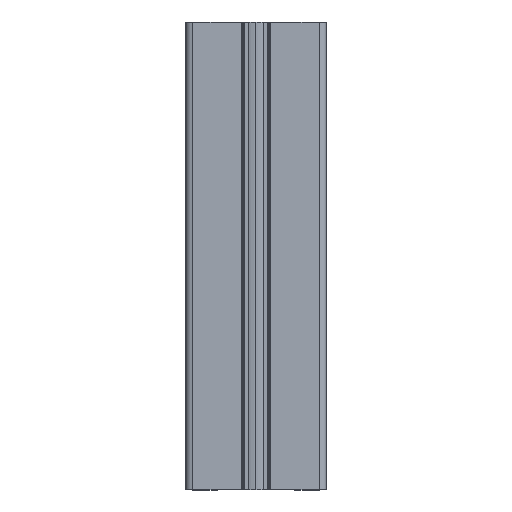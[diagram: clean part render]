
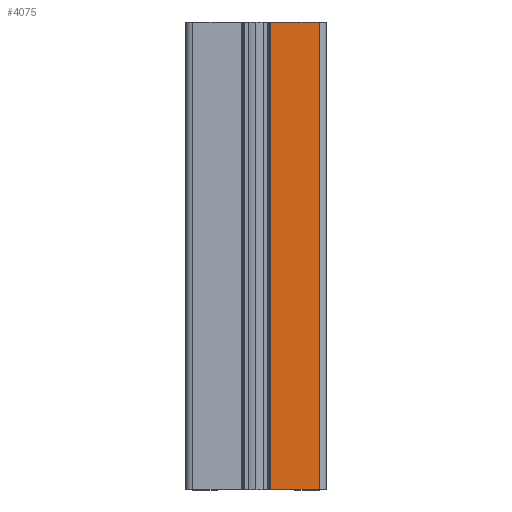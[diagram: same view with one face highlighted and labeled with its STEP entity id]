
A CAD part, top view. The second image highlights one B-rep face of the part: STEP entity #4075.
In plain terms, the highlighted planar face has unit normal (0, 0, 1).
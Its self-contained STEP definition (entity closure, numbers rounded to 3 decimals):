
#18 = EDGE_CURVE ( 'NONE', #217, #4924, #2983, .T. ) ;
#217 = VERTEX_POINT ( 'NONE', #6553 ) ;
#353 = EDGE_CURVE ( 'NONE', #5512, #217, #3977, .T. ) ;
#430 = VERTEX_POINT ( 'NONE', #2561 ) ;
#773 = CARTESIAN_POINT ( 'NONE',  ( 6.3, 200., 22.5 ) ) ;
#886 = PLANE ( 'NONE',  #6739 ) ;
#1080 = CARTESIAN_POINT ( 'NONE',  ( 27., 0., 22.5 ) ) ;
#1433 = FACE_OUTER_BOUND ( 'NONE', #6720, .T. ) ;
#1454 = CARTESIAN_POINT ( 'NONE',  ( 6.3, 0., 22.5 ) ) ;
#1622 = ORIENTED_EDGE ( 'NONE', *, *, #18, .T. ) ;
#1787 = CARTESIAN_POINT ( 'NONE',  ( 6.3, 200., 22.5 ) ) ;
#2008 = CARTESIAN_POINT ( 'NONE',  ( 27., 0., 22.5 ) ) ;
#2150 = VECTOR ( 'NONE', #7664, 1000. ) ;
#2561 = CARTESIAN_POINT ( 'NONE',  ( 27., 200., 22.5 ) ) ;
#2889 = LINE ( 'NONE', #1080, #5006 ) ;
#2983 = LINE ( 'NONE', #3395, #6599 ) ;
#3395 = CARTESIAN_POINT ( 'NONE',  ( 6.3, 0., 22.5 ) ) ;
#3699 = DIRECTION ( 'NONE',  ( 0., -1., 0. ) ) ;
#3850 = DIRECTION ( 'NONE',  ( 0., 0., 1. ) ) ;
#3977 = LINE ( 'NONE', #5387, #5382 ) ;
#4075 = ADVANCED_FACE ( 'NONE', ( #1433 ), #886, .T. ) ;
#4924 = VERTEX_POINT ( 'NONE', #2008 ) ;
#5006 = VECTOR ( 'NONE', #7086, 1000. ) ;
#5212 = ORIENTED_EDGE ( 'NONE', *, *, #5804, .T. ) ;
#5258 = EDGE_CURVE ( 'NONE', #4924, #430, #2889, .T. ) ;
#5347 = ORIENTED_EDGE ( 'NONE', *, *, #353, .T. ) ;
#5382 = VECTOR ( 'NONE', #3699, 1000. ) ;
#5387 = CARTESIAN_POINT ( 'NONE',  ( 6.3, 0., 22.5 ) ) ;
#5512 = VERTEX_POINT ( 'NONE', #773 ) ;
#5589 = DIRECTION ( 'NONE',  ( 1., 0., 0. ) ) ;
#5804 = EDGE_CURVE ( 'NONE', #430, #5512, #5841, .T. ) ;
#5805 = ORIENTED_EDGE ( 'NONE', *, *, #5258, .T. ) ;
#5841 = LINE ( 'NONE', #1787, #2150 ) ;
#6553 = CARTESIAN_POINT ( 'NONE',  ( 6.3, 0., 22.5 ) ) ;
#6599 = VECTOR ( 'NONE', #7564, 1000. ) ;
#6720 = EDGE_LOOP ( 'NONE', ( #1622, #5805, #5212, #5347 ) ) ;
#6739 = AXIS2_PLACEMENT_3D ( 'NONE', #1454, #3850, #5589 ) ;
#7086 = DIRECTION ( 'NONE',  ( 0., 1., 0. ) ) ;
#7564 = DIRECTION ( 'NONE',  ( 1., 0., 0. ) ) ;
#7664 = DIRECTION ( 'NONE',  ( -1., 0., 0. ) ) ;
